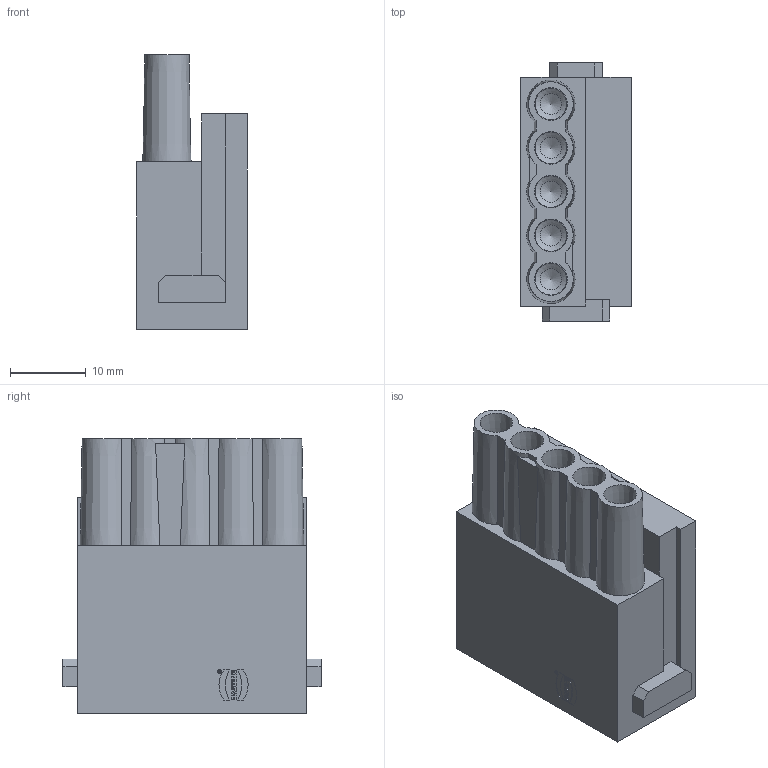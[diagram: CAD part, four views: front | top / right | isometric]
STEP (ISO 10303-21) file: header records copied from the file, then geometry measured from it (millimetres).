
FILE_DESCRIPTION(/* description */ (''),/* implementation_level */ '2;1');
FILE_NAME(/* name */ '100548140ugm000_c.stp',/* time_stamp */ '2019-03-26T14:08:13+01:00',/* author */ (''),/* organization */ (''),/* preprocessor_version */ 'ST-DEVELOPER v16.7',/* originating_system */ 'SIEMENS PLM Software NX 12.0',/* authorisation */ '');
FILE_SCHEMA (('AUTOMOTIVE_DESIGN { 1 0 10303 214 3 1 1 1 }'));
Length unit declared in the file: millimetre
Products named in the file (1): 100548140ugm000_c
Bounding box: 14.65 x 34.2 x 36.4 mm (x, y, z)
Volume: 10841.5 mm3; surface area: 6881.4 mm2
Topology: 1 solids, 1 shells, 480 faces, 1322 edges, 999 vertices
Faces by surface type: plane 246, bspline 100, cylinder 70, cone 33, extrusion 21, torus 10
Full cylindrical faces by diameter (mm): 0.44 x1, 0.52 x1, 2.8 x5, 3.05 x5, 3.2 x5, 4.8 x5
Entity records: 21498 total; most frequent: CARTESIAN_POINT 7651, ORIENTED_EDGE 2256, DIRECTION 1942, EDGE_CURVE 1128, VECTOR 752, VERTEX_POINT 751, LINE 731, AXIS2_PLACEMENT_3D 595
